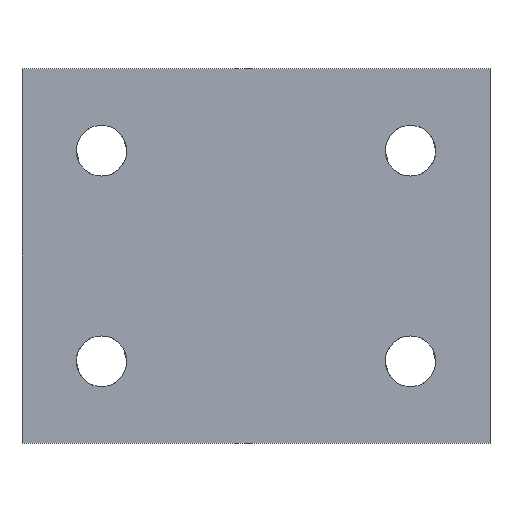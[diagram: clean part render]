
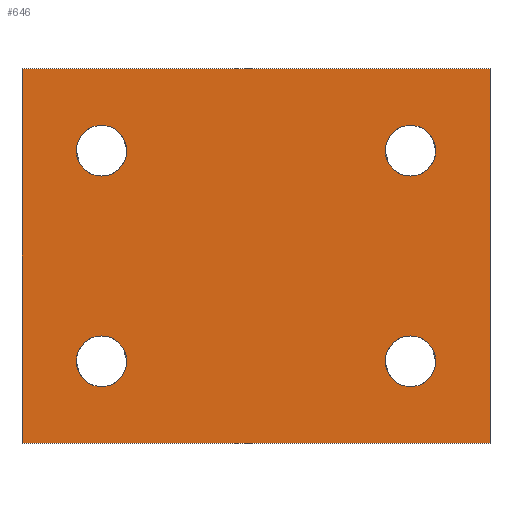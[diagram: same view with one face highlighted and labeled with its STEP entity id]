
A CAD part, front view. The second image highlights one B-rep face of the part: STEP entity #646.
In plain terms, the highlighted planar face has unit normal (0, -1, 0).
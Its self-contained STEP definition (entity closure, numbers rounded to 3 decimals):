
#133=CARTESIAN_POINT('',(6.8,-13.,-4.));
#134=DIRECTION('',(0.,1.,0.));
#135=DIRECTION('',(0.,0.,1.));
#136=AXIS2_PLACEMENT_3D('',#133,#134,#135);
#138=CARTESIAN_POINT('',(6.8,-13.,-4.));
#139=DIRECTION('',(0.,1.,0.));
#140=DIRECTION('',(0.,0.,-1.));
#141=AXIS2_PLACEMENT_3D('',#138,#139,#140);
#143=CARTESIAN_POINT('',(33.2,-13.,-4.));
#144=DIRECTION('',(0.,1.,0.));
#145=DIRECTION('',(0.,0.,1.));
#146=AXIS2_PLACEMENT_3D('',#143,#144,#145);
#148=CARTESIAN_POINT('',(33.2,-13.,-4.));
#149=DIRECTION('',(0.,1.,0.));
#150=DIRECTION('',(0.,0.,-1.));
#151=AXIS2_PLACEMENT_3D('',#148,#149,#150);
#153=CARTESIAN_POINT('',(6.8,-13.,14.));
#154=DIRECTION('',(0.,1.,0.));
#155=DIRECTION('',(0.,0.,1.));
#156=AXIS2_PLACEMENT_3D('',#153,#154,#155);
#158=CARTESIAN_POINT('',(6.8,-13.,14.));
#159=DIRECTION('',(0.,1.,0.));
#160=DIRECTION('',(0.,0.,-1.));
#161=AXIS2_PLACEMENT_3D('',#158,#159,#160);
#163=CARTESIAN_POINT('',(33.2,-13.,14.));
#164=DIRECTION('',(0.,1.,0.));
#165=DIRECTION('',(0.,0.,1.));
#166=AXIS2_PLACEMENT_3D('',#163,#164,#165);
#168=CARTESIAN_POINT('',(33.2,-13.,14.));
#169=DIRECTION('',(0.,1.,0.));
#170=DIRECTION('',(0.,0.,-1.));
#171=AXIS2_PLACEMENT_3D('',#168,#169,#170);
#173=DIRECTION('',(0.,0.,1.));
#174=VECTOR('',#173,32.);
#175=CARTESIAN_POINT('',(40.,-13.,-11.));
#176=LINE('',#175,#174);
#177=DIRECTION('',(1.,0.,0.));
#178=VECTOR('',#177,40.);
#179=CARTESIAN_POINT('',(0.,-13.,-11.));
#180=LINE('',#179,#178);
#181=DIRECTION('',(0.,0.,-1.));
#182=VECTOR('',#181,32.);
#183=CARTESIAN_POINT('',(0.,-13.,21.));
#184=LINE('',#183,#182);
#185=DIRECTION('',(-1.,0.,0.));
#186=VECTOR('',#185,40.);
#187=CARTESIAN_POINT('',(40.,-13.,21.));
#188=LINE('',#187,#186);
#397=CARTESIAN_POINT('',(6.8,-13.,-1.835));
#398=CARTESIAN_POINT('',(6.8,-13.,-6.165));
#399=VERTEX_POINT('',#397);
#400=VERTEX_POINT('',#398);
#401=CARTESIAN_POINT('',(33.2,-13.,-1.835));
#402=CARTESIAN_POINT('',(33.2,-13.,-6.165));
#403=VERTEX_POINT('',#401);
#404=VERTEX_POINT('',#402);
#405=CARTESIAN_POINT('',(6.8,-13.,16.165));
#406=CARTESIAN_POINT('',(6.8,-13.,11.835));
#407=VERTEX_POINT('',#405);
#408=VERTEX_POINT('',#406);
#409=CARTESIAN_POINT('',(33.2,-13.,16.165));
#410=CARTESIAN_POINT('',(33.2,-13.,11.835));
#411=VERTEX_POINT('',#409);
#412=VERTEX_POINT('',#410);
#413=CARTESIAN_POINT('',(40.,-13.,-11.));
#414=CARTESIAN_POINT('',(40.,-13.,21.));
#415=VERTEX_POINT('',#413);
#416=VERTEX_POINT('',#414);
#417=CARTESIAN_POINT('',(0.,-13.,21.));
#418=VERTEX_POINT('',#417);
#419=CARTESIAN_POINT('',(0.,-13.,-11.));
#420=VERTEX_POINT('',#419);
#609=CARTESIAN_POINT('',(0.,-13.,0.));
#610=DIRECTION('',(0.,-1.,0.));
#611=DIRECTION('',(0.,0.,1.));
#612=AXIS2_PLACEMENT_3D('',#609,#610,#611);
#613=PLANE('',#612);
#614=ORIENTED_EDGE('',*,*,#590,.F.);
#616=ORIENTED_EDGE('',*,*,#615,.F.);
#618=ORIENTED_EDGE('',*,*,#617,.F.);
#619=ORIENTED_EDGE('',*,*,#602,.F.);
#620=EDGE_LOOP('',(#614,#616,#618,#619));
#621=FACE_OUTER_BOUND('',#620,.F.);
#623=ORIENTED_EDGE('',*,*,#622,.F.);
#625=ORIENTED_EDGE('',*,*,#624,.F.);
#626=EDGE_LOOP('',(#623,#625));
#627=FACE_BOUND('',#626,.F.);
#629=ORIENTED_EDGE('',*,*,#628,.F.);
#631=ORIENTED_EDGE('',*,*,#630,.F.);
#632=EDGE_LOOP('',(#629,#631));
#633=FACE_BOUND('',#632,.F.);
#635=ORIENTED_EDGE('',*,*,#634,.F.);
#637=ORIENTED_EDGE('',*,*,#636,.F.);
#638=EDGE_LOOP('',(#635,#637));
#639=FACE_BOUND('',#638,.F.);
#641=ORIENTED_EDGE('',*,*,#640,.F.);
#643=ORIENTED_EDGE('',*,*,#642,.F.);
#644=EDGE_LOOP('',(#641,#643));
#645=FACE_BOUND('',#644,.F.);
#646=ADVANCED_FACE('',(#621,#627,#633,#639,#645),#613,.T.);
#137=CIRCLE('',#136,2.165);
#142=CIRCLE('',#141,2.165);
#147=CIRCLE('',#146,2.165);
#152=CIRCLE('',#151,2.165);
#157=CIRCLE('',#156,2.165);
#162=CIRCLE('',#161,2.165);
#167=CIRCLE('',#166,2.165);
#172=CIRCLE('',#171,2.165);
#590=EDGE_CURVE('',#415,#416,#176,.T.);
#602=EDGE_CURVE('',#416,#418,#188,.T.);
#615=EDGE_CURVE('',#420,#415,#180,.T.);
#617=EDGE_CURVE('',#418,#420,#184,.T.);
#622=EDGE_CURVE('',#403,#404,#147,.T.);
#624=EDGE_CURVE('',#404,#403,#152,.T.);
#628=EDGE_CURVE('',#407,#408,#157,.T.);
#630=EDGE_CURVE('',#408,#407,#162,.T.);
#634=EDGE_CURVE('',#411,#412,#167,.T.);
#636=EDGE_CURVE('',#412,#411,#172,.T.);
#640=EDGE_CURVE('',#399,#400,#137,.T.);
#642=EDGE_CURVE('',#400,#399,#142,.T.);
